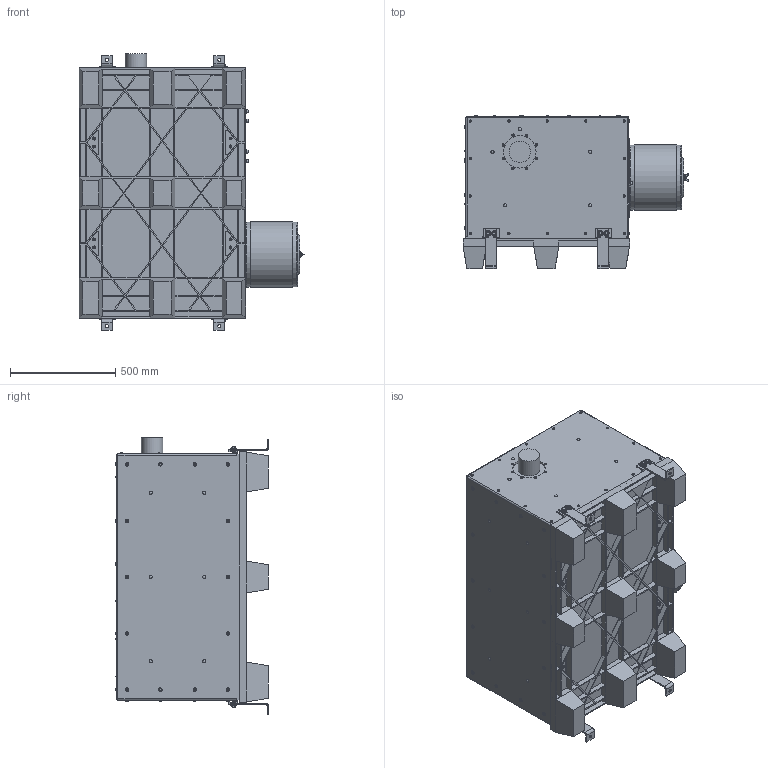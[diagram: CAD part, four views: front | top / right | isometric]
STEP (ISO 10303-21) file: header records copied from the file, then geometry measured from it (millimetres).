
FILE_DESCRIPTION(/* description */ (''),/* implementation_level */ '2;1');
FILE_NAME(/* name */ 'CAxxxxxxCX1A.stp',/* time_stamp */ '2018-03-12T10:03:38-04:00',/* author */ ('James'),/* organization */ (''),/* preprocessor_version */ 'ST-DEVELOPER v16.5',/* originating_system */ 'Autodesk Inventor 2017',/* authorisation */ '');
FILE_SCHEMA (('AUTOMOTIVE_DESIGN { 1 0 10303 214 3 1 1 }'));
Length unit declared in the file: inch
Products named in the file (1): CAxxxxxxCX1
Bounding box: 1072.79 x 725.78 x 1311.28 mm (x, y, z)
Volume: 576320350.6 mm3; surface area: 5949776 mm2
Topology: 1 solids, 1 shells, 1692 faces, 4100 edges, 2622 vertices
Faces by surface type: plane 937, cylinder 345, cone 180, sphere 119, bspline 84, torus 27
Full cylindrical faces by diameter (mm): 9.525 x12, 10.592 x2, 11.1 x40, 11.125 x8, 13.894 x2, 14.3 x4, 15.088 x33, 15.612 x4, 16.662 x40, 25.4 x10, 101.6 x1, 127 x2, 153.924 x1, 304.8 x1, 308.61 x1, 309.88 x1, 310.896 x1
Entity records: 98541 total; most frequent: CARTESIAN_POINT 61088, ORIENTED_EDGE 7574, DIRECTION 7304, EDGE_CURVE 3760, AXIS2_PLACEMENT_3D 2628, VERTEX_POINT 2469, EDGE_LOOP 2175, LINE 2048
